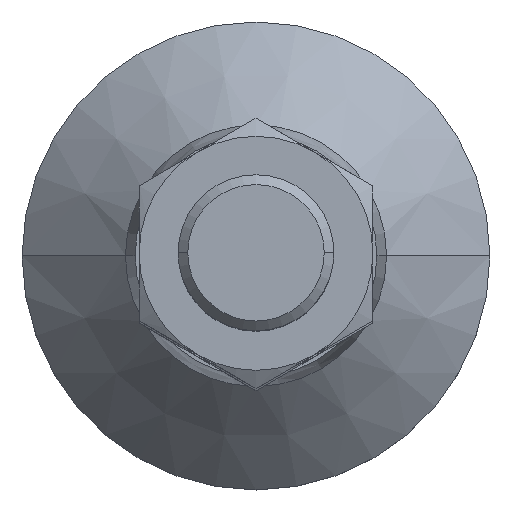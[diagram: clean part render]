
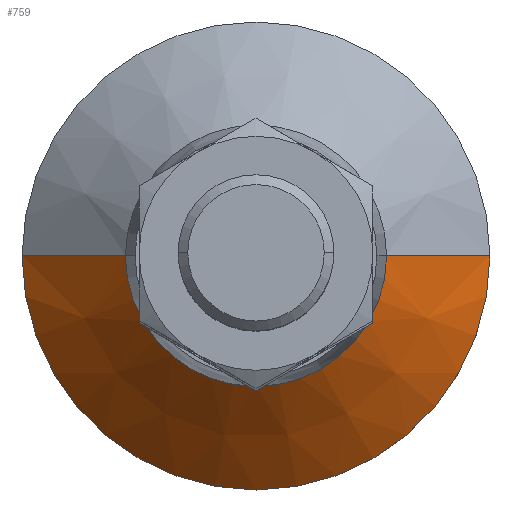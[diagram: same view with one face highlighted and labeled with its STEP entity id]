
A CAD part, top view. The second image highlights one B-rep face of the part: STEP entity #759.
In plain terms, the highlighted conical face has half-angle 45 degrees and reference radius 23.375 mm.
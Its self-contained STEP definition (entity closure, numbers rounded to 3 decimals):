
#489=EDGE_CURVE('',#849,#675,#1152,.T.);
#597=VERTEX_POINT('',#1269);
#631=VERTEX_POINT('',#1309);
#675=VERTEX_POINT('',#1355);
#749=EDGE_CURVE('',#597,#849,#1438,.T.);
#759=ADVANCED_FACE('',(#1448),#1449,.T.);
#849=VERTEX_POINT('',#1555);
#873=EDGE_CURVE('',#675,#631,#1580,.T.);
#903=EDGE_CURVE('',#597,#631,#1613,.T.);
#1152=CIRCLE('',#1972,16.75);
#1269=CARTESIAN_POINT('',(30.0,0.,8.));
#1309=CARTESIAN_POINT('',(-30.0,0.,8.));
#1355=CARTESIAN_POINT('',(-16.75,0.,21.25));
#1438=LINE('',#2527,#2528);
#1448=FACE_OUTER_BOUND('',#2549,.T.);
#1449=CONICAL_SURFACE('',#2550,23.375,0.785);
#1555=CARTESIAN_POINT('',(16.75,0.,21.25));
#1580=LINE('',#2794,#2795);
#1613=CIRCLE('',#2845,30.0);
#1972=AXIS2_PLACEMENT_3D('',#3235,#3236,#3237);
#2527=CARTESIAN_POINT('',(23.375,0.,14.625));
#2528=VECTOR('',#3528,1.0);
#2549=EDGE_LOOP('',(#3533,#3534,#3535,#3536));
#2550=AXIS2_PLACEMENT_3D('',#3537,#3538,#3539);
#2794=CARTESIAN_POINT('',(-23.375,0.,14.625));
#2795=VECTOR('',#3697,1.0);
#2845=AXIS2_PLACEMENT_3D('',#3727,#3728,#3729);
#3235=CARTESIAN_POINT('',(0.0,0.,21.25));
#3236=DIRECTION('',(-0.0,0.0,-1.0));
#3237=DIRECTION('',(-1.0,0.,0.0));
#3528=DIRECTION('',(-0.707,0.,0.707));
#3533=ORIENTED_EDGE('',*,*,#873,.T.);
#3534=ORIENTED_EDGE('',*,*,#903,.F.);
#3535=ORIENTED_EDGE('',*,*,#749,.T.);
#3536=ORIENTED_EDGE('',*,*,#489,.T.);
#3537=CARTESIAN_POINT('',(0.0,0.,14.625));
#3538=DIRECTION('',(-0.0,-0.0,-1.0));
#3539=DIRECTION('',(-1.0,0.,0.0));
#3697=DIRECTION('',(-0.707,0.,-0.707));
#3727=CARTESIAN_POINT('',(0.0,0.,8.));
#3728=DIRECTION('',(-0.0,0.0,-1.0));
#3729=DIRECTION('',(-1.0,0.,0.0));
